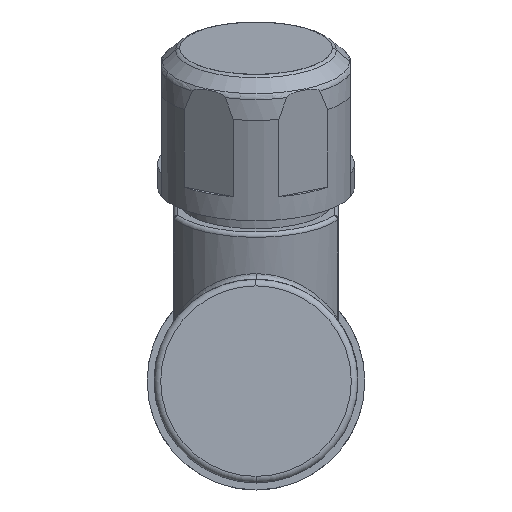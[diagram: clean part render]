
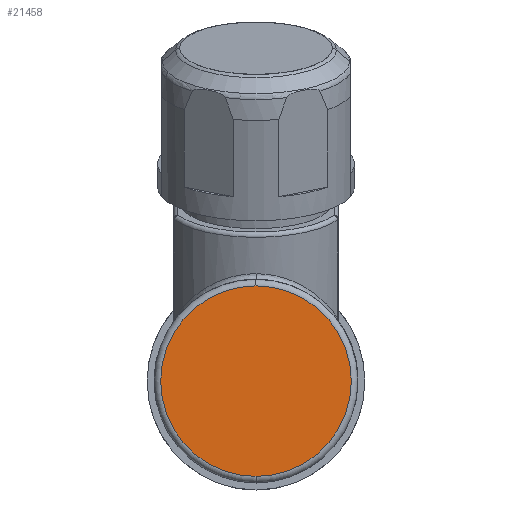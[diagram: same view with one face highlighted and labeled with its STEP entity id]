
A CAD part, front view. The second image highlights one B-rep face of the part: STEP entity #21458.
In plain terms, the highlighted planar face has unit normal (0, -1, 0).
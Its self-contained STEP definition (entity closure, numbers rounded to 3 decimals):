
#5113=CARTESIAN_POINT('',(0.,-54.,0.));
#5114=DIRECTION('',(0.,1.,0.));
#5115=DIRECTION('',(0.,0.,1.));
#5116=AXIS2_PLACEMENT_3D('',#5113,#5114,#5115);
#5118=CARTESIAN_POINT('',(0.,-54.,0.));
#5119=DIRECTION('',(0.,1.,0.));
#5120=DIRECTION('',(0.,0.,-1.));
#5121=AXIS2_PLACEMENT_3D('',#5118,#5119,#5120);
#17334=CARTESIAN_POINT('',(0.,-54.,11.599));
#17335=CARTESIAN_POINT('',(0.,-54.,-11.599));
#17336=VERTEX_POINT('',#17334);
#17337=VERTEX_POINT('',#17335);
#21449=CARTESIAN_POINT('',(0.,-54.,0.));
#21450=DIRECTION('',(0.,1.,0.));
#21451=DIRECTION('',(0.,0.,1.));
#21452=AXIS2_PLACEMENT_3D('',#21449,#21450,#21451);
#21453=PLANE('',#21452);
#21454=ORIENTED_EDGE('',*,*,#21443,.T.);
#21455=ORIENTED_EDGE('',*,*,#21429,.T.);
#21456=EDGE_LOOP('',(#21454,#21455));
#21457=FACE_OUTER_BOUND('',#21456,.F.);
#5117=CIRCLE('',#5116,11.599);
#5122=CIRCLE('',#5121,11.599);
#21429=EDGE_CURVE('',#17337,#17336,#5122,.T.);
#21443=EDGE_CURVE('',#17336,#17337,#5117,.T.);
#21458=ADVANCED_FACE('',(#21457),#21453,.F.);
